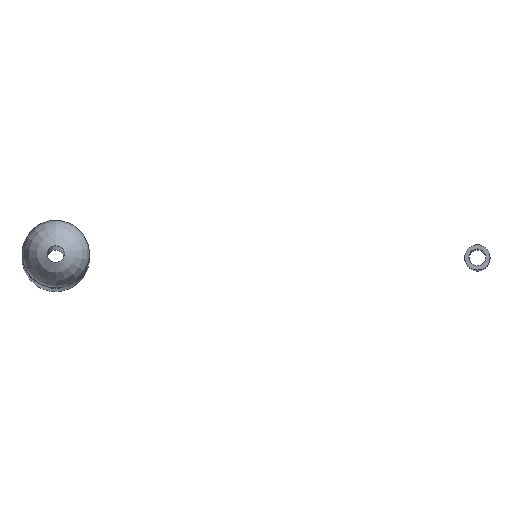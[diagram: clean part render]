
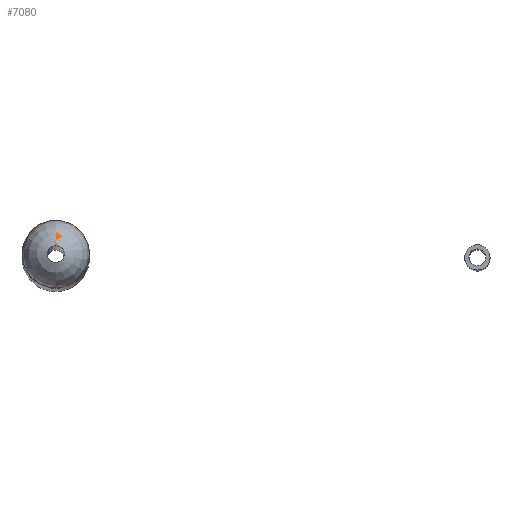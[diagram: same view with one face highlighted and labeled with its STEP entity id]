
A CAD part, top view. The second image highlights one B-rep face of the part: STEP entity #7080.
In plain terms, the highlighted face is a revolution surface.
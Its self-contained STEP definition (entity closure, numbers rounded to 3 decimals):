
#6727 = EDGE_CURVE('',#6728,#6728,#6730,.T.);
#6728 = VERTEX_POINT('',#6729);
#6729 = CARTESIAN_POINT('',(0.,4.,0.)
  );
#6730 = SURFACE_CURVE('',#6731,(#6736,#6748),.PCURVE_S1.);
#6731 = CIRCLE('',#6732,4.);
#6732 = AXIS2_PLACEMENT_3D('',#6733,#6734,#6735);
#6733 = CARTESIAN_POINT('',(0.,0.,
    0.));
#6734 = DIRECTION('',(1.,0.,0.));
#6735 = DIRECTION('',(0.,1.,0.));
#6736 = PCURVE('',#6737,#6742);
#6737 = CYLINDRICAL_SURFACE('',#6738,4.);
#6738 = AXIS2_PLACEMENT_3D('',#6739,#6740,#6741);
#6739 = CARTESIAN_POINT('',(0.,0.,
    0.));
#6740 = DIRECTION('',(1.,0.,0.));
#6741 = DIRECTION('',(0.,1.,0.));
#6742 = DEFINITIONAL_REPRESENTATION('',(#6743),#6747);
#6743 = LINE('',#6744,#6745);
#6744 = CARTESIAN_POINT('',(0.,0.));
#6745 = VECTOR('',#6746,1.);
#6746 = DIRECTION('',(1.,0.));
#6747 = ( GEOMETRIC_REPRESENTATION_CONTEXT(2) 
PARAMETRIC_REPRESENTATION_CONTEXT() REPRESENTATION_CONTEXT('2D SPACE',''
  ) );
#6748 = PCURVE('',#6749,#6758);
#6749 = SURFACE_OF_REVOLUTION('',#6750,#6755);
#6750 = CIRCLE('',#6751,4.);
#6751 = AXIS2_PLACEMENT_3D('',#6752,#6753,#6754);
#6752 = CARTESIAN_POINT('',(-0.052,0.,
    0.));
#6753 = DIRECTION('',(0.,0.,1.));
#6754 = DIRECTION('',(1.,0.,0.));
#6755 = AXIS1_PLACEMENT('',#6756,#6757);
#6756 = CARTESIAN_POINT('',(0.,0.,0.));
#6757 = DIRECTION('',(1.,0.,0.));
#6758 = DEFINITIONAL_REPRESENTATION('',(#6759),#6763);
#6759 = LINE('',#6760,#6761);
#6760 = CARTESIAN_POINT('',(0.,1.558));
#6761 = VECTOR('',#6762,1.);
#6762 = DIRECTION('',(1.,0.));
#6763 = ( GEOMETRIC_REPRESENTATION_CONTEXT(2) 
PARAMETRIC_REPRESENTATION_CONTEXT() REPRESENTATION_CONTEXT('2D SPACE',''
  ) );
#7019 = CYLINDRICAL_SURFACE('',#7020,1.);
#7020 = AXIS2_PLACEMENT_3D('',#7021,#7022,#7023);
#7021 = CARTESIAN_POINT('',(8.,0.,0.));
#7022 = DIRECTION('',(-1.,0.,0.));
#7023 = DIRECTION('',(0.,1.,0.));
#7036 = VERTEX_POINT('',#7037);
#7037 = CARTESIAN_POINT('',(-3.925,1.,0.));
#7058 = EDGE_CURVE('',#7036,#7036,#7059,.T.);
#7059 = SURFACE_CURVE('',#7060,(#7065,#7072),.PCURVE_S1.);
#7060 = CIRCLE('',#7061,1.);
#7061 = AXIS2_PLACEMENT_3D('',#7062,#7063,#7064);
#7062 = CARTESIAN_POINT('',(-3.925,0.,0.));
#7063 = DIRECTION('',(1.,0.,0.));
#7064 = DIRECTION('',(0.,1.,0.));
#7065 = PCURVE('',#7019,#7066);
#7066 = DEFINITIONAL_REPRESENTATION('',(#7067),#7071);
#7067 = LINE('',#7068,#7069);
#7068 = CARTESIAN_POINT('',(0.,11.925));
#7069 = VECTOR('',#7070,1.);
#7070 = DIRECTION('',(-1.,0.));
#7071 = ( GEOMETRIC_REPRESENTATION_CONTEXT(2) 
PARAMETRIC_REPRESENTATION_CONTEXT() REPRESENTATION_CONTEXT('2D SPACE',''
  ) );
#7072 = PCURVE('',#6749,#7073);
#7073 = DEFINITIONAL_REPRESENTATION('',(#7074),#7078);
#7074 = LINE('',#7075,#7076);
#7075 = CARTESIAN_POINT('',(0.,2.889));
#7076 = VECTOR('',#7077,1.);
#7077 = DIRECTION('',(1.,0.));
#7078 = ( GEOMETRIC_REPRESENTATION_CONTEXT(2) 
PARAMETRIC_REPRESENTATION_CONTEXT() REPRESENTATION_CONTEXT('2D SPACE',''
  ) );
#7080 = ADVANCED_FACE('',(#7081),#6749,.F.);
#7081 = FACE_BOUND('',#7082,.F.);
#7082 = EDGE_LOOP('',(#7083,#7084,#7106,#7107));
#7083 = ORIENTED_EDGE('',*,*,#6727,.T.);
#7084 = ORIENTED_EDGE('',*,*,#7085,.T.);
#7085 = EDGE_CURVE('',#6728,#7036,#7086,.T.);
#7086 = SEAM_CURVE('',#7087,(#7092,#7099),.PCURVE_S1.);
#7087 = CIRCLE('',#7088,4.);
#7088 = AXIS2_PLACEMENT_3D('',#7089,#7090,#7091);
#7089 = CARTESIAN_POINT('',(-0.052,0.,
    0.));
#7090 = DIRECTION('',(0.,0.,1.));
#7091 = DIRECTION('',(1.,0.,0.));
#7092 = PCURVE('',#6749,#7093);
#7093 = DEFINITIONAL_REPRESENTATION('',(#7094),#7098);
#7094 = LINE('',#7095,#7096);
#7095 = CARTESIAN_POINT('',(0.,0.));
#7096 = VECTOR('',#7097,1.);
#7097 = DIRECTION('',(0.,1.));
#7098 = ( GEOMETRIC_REPRESENTATION_CONTEXT(2) 
PARAMETRIC_REPRESENTATION_CONTEXT() REPRESENTATION_CONTEXT('2D SPACE',''
  ) );
#7099 = PCURVE('',#6749,#7100);
#7100 = DEFINITIONAL_REPRESENTATION('',(#7101),#7105);
#7101 = LINE('',#7102,#7103);
#7102 = CARTESIAN_POINT('',(6.283,0.));
#7103 = VECTOR('',#7104,1.);
#7104 = DIRECTION('',(0.,1.));
#7105 = ( GEOMETRIC_REPRESENTATION_CONTEXT(2) 
PARAMETRIC_REPRESENTATION_CONTEXT() REPRESENTATION_CONTEXT('2D SPACE',''
  ) );
#7106 = ORIENTED_EDGE('',*,*,#7058,.F.);
#7107 = ORIENTED_EDGE('',*,*,#7085,.F.);
